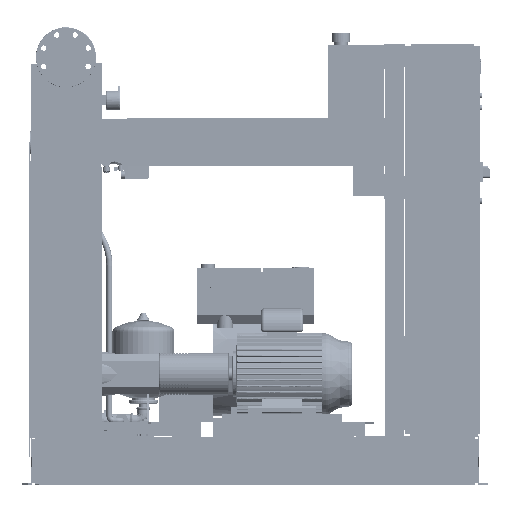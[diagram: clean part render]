
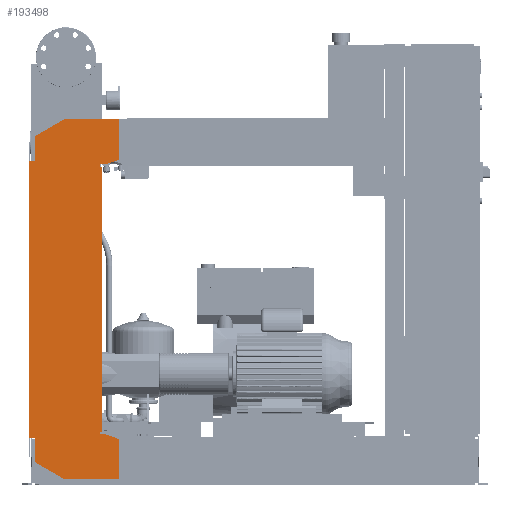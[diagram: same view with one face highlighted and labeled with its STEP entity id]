
A CAD part, front view. The second image highlights one B-rep face of the part: STEP entity #193498.
In plain terms, the highlighted free-form (B-spline) face has degree [1, 1] with [2, 2] control points.
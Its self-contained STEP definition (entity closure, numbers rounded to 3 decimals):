
#192983=CARTESIAN_POINT('',(-102.0,-565.5,1076.0));
#192984=VERTEX_POINT('',#192983);
#192991=CARTESIAN_POINT('',(-102.0,-565.5,1158.574));
#192992=VERTEX_POINT('',#192991);
#192993=CARTESIAN_POINT('',(-102.0,-565.5,1076.0));
#192994=DIRECTION('',(0.0,0.0,1.0));
#192995=VECTOR('',#192994,82.574);
#192996=LINE('',#192993,#192995);
#192997=EDGE_CURVE('',#192984,#192992,#192996,.T.);
#193015=CARTESIAN_POINT('',(-6.,-565.5,1214.0));
#193016=VERTEX_POINT('',#193015);
#193017=CARTESIAN_POINT('',(-102.0,-565.5,1158.574));
#193018=DIRECTION('',(0.866,0.0,0.5));
#193019=VECTOR('',#193018,110.851);
#193020=LINE('',#193017,#193019);
#193021=EDGE_CURVE('',#192992,#193016,#193020,.T.);
#193039=CARTESIAN_POINT('',(177.0,-565.5,1214.0));
#193040=VERTEX_POINT('',#193039);
#193041=CARTESIAN_POINT('',(-6.,-565.5,1214.0));
#193042=DIRECTION('',(1.0,0.0,0.0));
#193043=VECTOR('',#193042,183.0);
#193044=LINE('',#193041,#193043);
#193045=EDGE_CURVE('',#193016,#193040,#193044,.T.);
#193063=CARTESIAN_POINT('',(177.0,-565.5,1080.379));
#193064=VERTEX_POINT('',#193063);
#193065=CARTESIAN_POINT('',(177.0,-565.5,1214.0));
#193066=DIRECTION('',(0.0,0.0,-1.0));
#193067=VECTOR('',#193066,133.621);
#193068=LINE('',#193065,#193067);
#193069=EDGE_CURVE('',#193040,#193064,#193068,.T.);
#193087=CARTESIAN_POINT('',(132.,-565.5,1064.0));
#193088=VERTEX_POINT('',#193087);
#193089=CARTESIAN_POINT('',(177.0,-565.5,1080.379));
#193090=DIRECTION('',(-0.94,0.0,-0.342));
#193091=VECTOR('',#193090,47.888);
#193092=LINE('',#193089,#193091);
#193093=EDGE_CURVE('',#193064,#193088,#193092,.T.);
#193111=CARTESIAN_POINT('',(112.0,-565.5,1064.0));
#193112=VERTEX_POINT('',#193111);
#193113=CARTESIAN_POINT('',(132.,-565.5,1064.0));
#193114=DIRECTION('',(-1.0,0.0,0.0));
#193115=VECTOR('',#193114,20.);
#193116=LINE('',#193113,#193115);
#193117=EDGE_CURVE('',#193088,#193112,#193116,.T.);
#193135=CARTESIAN_POINT('',(112.0,-565.5,1056.0));
#193136=VERTEX_POINT('',#193135);
#193137=CARTESIAN_POINT('',(112.0,-565.5,1064.0));
#193138=DIRECTION('',(0.0,0.0,-1.0));
#193139=VECTOR('',#193138,8.0);
#193140=LINE('',#193137,#193139);
#193141=EDGE_CURVE('',#193112,#193136,#193140,.T.);
#193159=CARTESIAN_POINT('',(120.,-565.5,1056.0));
#193160=VERTEX_POINT('',#193159);
#193161=CARTESIAN_POINT('',(112.0,-565.5,1056.0));
#193162=DIRECTION('',(1.0,0.0,0.0));
#193163=VECTOR('',#193162,8.);
#193164=LINE('',#193161,#193163);
#193165=EDGE_CURVE('',#193136,#193160,#193164,.T.);
#193183=CARTESIAN_POINT('',(120.,-565.5,176.));
#193184=VERTEX_POINT('',#193183);
#193195=CARTESIAN_POINT('',(120.,-565.5,1056.0));
#193196=DIRECTION('',(0.0,0.0,-1.0));
#193197=VECTOR('',#193196,880.);
#193198=LINE('',#193195,#193197);
#193199=EDGE_CURVE('',#193160,#193184,#193198,.T.);
#193213=CARTESIAN_POINT('',(112.,-565.5,176.));
#193214=VERTEX_POINT('',#193213);
#193215=CARTESIAN_POINT('',(120.,-565.5,176.));
#193216=DIRECTION('',(-1.0,0.0,0.0));
#193217=VECTOR('',#193216,8.);
#193218=LINE('',#193215,#193217);
#193219=EDGE_CURVE('',#193184,#193214,#193218,.T.);
#193237=CARTESIAN_POINT('',(112.,-565.5,168.));
#193238=VERTEX_POINT('',#193237);
#193239=CARTESIAN_POINT('',(112.,-565.5,176.));
#193240=DIRECTION('',(0.0,0.0,-1.0));
#193241=VECTOR('',#193240,8.0);
#193242=LINE('',#193239,#193241);
#193243=EDGE_CURVE('',#193214,#193238,#193242,.T.);
#193261=CARTESIAN_POINT('',(132.,-565.5,168.));
#193262=VERTEX_POINT('',#193261);
#193263=CARTESIAN_POINT('',(112.,-565.5,168.));
#193264=DIRECTION('',(1.0,0.0,0.0));
#193265=VECTOR('',#193264,20.0);
#193266=LINE('',#193263,#193265);
#193267=EDGE_CURVE('',#193238,#193262,#193266,.T.);
#193285=CARTESIAN_POINT('',(177.,-565.5,151.621));
#193286=VERTEX_POINT('',#193285);
#193287=CARTESIAN_POINT('',(132.,-565.5,168.));
#193288=DIRECTION('',(0.94,0.0,-0.342));
#193289=VECTOR('',#193288,47.888);
#193290=LINE('',#193287,#193289);
#193291=EDGE_CURVE('',#193262,#193286,#193290,.T.);
#193309=CARTESIAN_POINT('',(177.,-565.5,18.0));
#193310=VERTEX_POINT('',#193309);
#193311=CARTESIAN_POINT('',(177.,-565.5,151.621));
#193312=DIRECTION('',(0.0,0.0,-1.0));
#193313=VECTOR('',#193312,133.621);
#193314=LINE('',#193311,#193313);
#193315=EDGE_CURVE('',#193286,#193310,#193314,.T.);
#193333=CARTESIAN_POINT('',(-4.,-565.5,18.0));
#193334=VERTEX_POINT('',#193333);
#193335=CARTESIAN_POINT('',(177.,-565.5,18.0));
#193336=DIRECTION('',(-1.0,0.0,0.0));
#193337=VECTOR('',#193336,181.);
#193338=LINE('',#193335,#193337);
#193339=EDGE_CURVE('',#193310,#193334,#193338,.T.);
#193357=CARTESIAN_POINT('',(-102.,-565.5,74.58));
#193358=VERTEX_POINT('',#193357);
#193359=CARTESIAN_POINT('',(-4.,-565.5,18.0));
#193360=DIRECTION('',(-0.866,0.0,0.5));
#193361=VECTOR('',#193360,113.161);
#193362=LINE('',#193359,#193361);
#193363=EDGE_CURVE('',#193334,#193358,#193362,.T.);
#193381=CARTESIAN_POINT('',(-102.,-565.5,156.0));
#193382=VERTEX_POINT('',#193381);
#193383=CARTESIAN_POINT('',(-102.,-565.5,74.58));
#193384=DIRECTION('',(0.0,0.0,1.0));
#193385=VECTOR('',#193384,81.42);
#193386=LINE('',#193383,#193385);
#193387=EDGE_CURVE('',#193358,#193382,#193386,.T.);
#193405=CARTESIAN_POINT('',(-122.,-565.5,156.0));
#193406=VERTEX_POINT('',#193405);
#193407=CARTESIAN_POINT('',(-102.,-565.5,156.0));
#193408=DIRECTION('',(-1.0,0.0,0.0));
#193409=VECTOR('',#193408,20.0);
#193410=LINE('',#193407,#193409);
#193411=EDGE_CURVE('',#193382,#193406,#193410,.T.);
#193429=CARTESIAN_POINT('',(-122.0,-565.5,1076.0));
#193430=VERTEX_POINT('',#193429);
#193443=CARTESIAN_POINT('',(-122.,-565.5,156.0));
#193444=DIRECTION('',(0.0,0.0,1.0));
#193445=VECTOR('',#193444,920.0);
#193446=LINE('',#193443,#193445);
#193447=EDGE_CURVE('',#193406,#193430,#193446,.T.);
#193461=CARTESIAN_POINT('',(-122.0,-565.5,1076.0));
#193462=DIRECTION('',(1.0,0.0,0.0));
#193463=VECTOR('',#193462,20.0);
#193464=LINE('',#193461,#193463);
#193465=EDGE_CURVE('',#193430,#192984,#193464,.T.);
#193471=CARTESIAN_POINT('',(-122.,-565.5,18.0));
#193472=CARTESIAN_POINT('',(177.0,-565.5,18.0));
#193473=CARTESIAN_POINT('',(-122.,-565.5,1214.0));
#193474=CARTESIAN_POINT('',(177.0,-565.5,1214.0));
#193475=B_SPLINE_SURFACE_WITH_KNOTS('',1,1,((#193471,#193473),(#193472,#193474)),.UNSPECIFIED.,.F.,.F.,.U.,(2,2),(2,2),(0.0,299.),(0.0,1196.0),.UNSPECIFIED.);
#193476=ORIENTED_EDGE('',*,*,#193465,.F.);
#193477=ORIENTED_EDGE('',*,*,#193447,.F.);
#193478=ORIENTED_EDGE('',*,*,#193411,.F.);
#193479=ORIENTED_EDGE('',*,*,#193387,.F.);
#193480=ORIENTED_EDGE('',*,*,#193363,.F.);
#193481=ORIENTED_EDGE('',*,*,#193339,.F.);
#193482=ORIENTED_EDGE('',*,*,#193315,.F.);
#193483=ORIENTED_EDGE('',*,*,#193291,.F.);
#193484=ORIENTED_EDGE('',*,*,#193267,.F.);
#193485=ORIENTED_EDGE('',*,*,#193243,.F.);
#193486=ORIENTED_EDGE('',*,*,#193219,.F.);
#193487=ORIENTED_EDGE('',*,*,#193199,.F.);
#193488=ORIENTED_EDGE('',*,*,#193165,.F.);
#193489=ORIENTED_EDGE('',*,*,#193141,.F.);
#193490=ORIENTED_EDGE('',*,*,#193117,.F.);
#193491=ORIENTED_EDGE('',*,*,#193093,.F.);
#193492=ORIENTED_EDGE('',*,*,#193069,.F.);
#193493=ORIENTED_EDGE('',*,*,#193045,.F.);
#193494=ORIENTED_EDGE('',*,*,#193021,.F.);
#193495=ORIENTED_EDGE('',*,*,#192997,.F.);
#193496=EDGE_LOOP('',(#193476,#193477,#193478,#193479,#193480,#193481,#193482,#193483,#193484,#193485,#193486,#193487,#193488,#193489,#193490,#193491,#193492,#193493,#193494,#193495));
#193497=FACE_OUTER_BOUND('',#193496,.T.);
#193498=ADVANCED_FACE('',(#193497),#193475,.T.);
